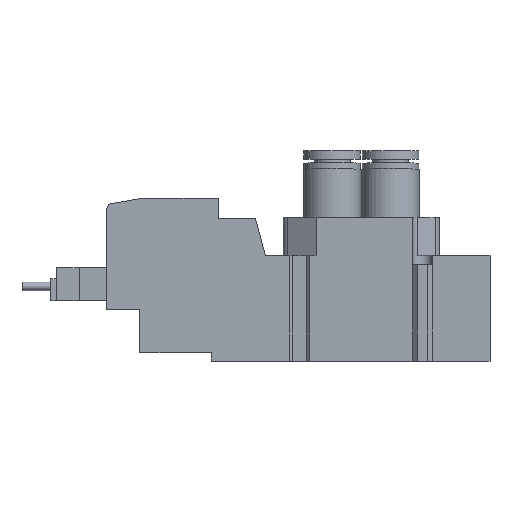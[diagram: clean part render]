
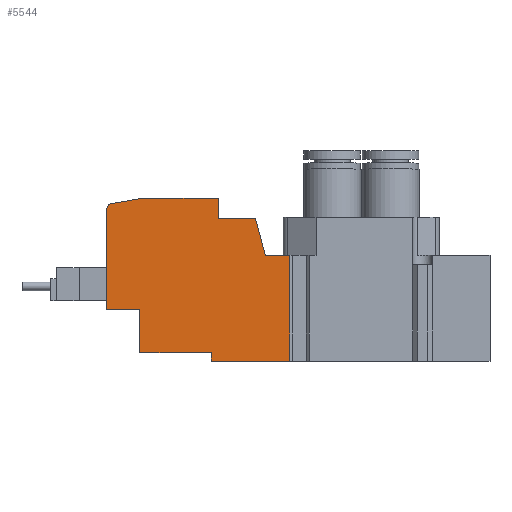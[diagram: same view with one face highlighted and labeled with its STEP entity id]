
A CAD part, top view. The second image highlights one B-rep face of the part: STEP entity #5544.
In plain terms, the highlighted planar face has unit normal (0, 0, 1).
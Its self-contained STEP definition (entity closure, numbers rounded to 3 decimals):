
#119=CIRCLE('',#5815,1.);
#384=ORIENTED_EDGE('',*,*,#1448,.F.);
#385=ORIENTED_EDGE('',*,*,#1465,.T.);
#386=ORIENTED_EDGE('',*,*,#1466,.T.);
#387=ORIENTED_EDGE('',*,*,#1467,.T.);
#388=ORIENTED_EDGE('',*,*,#1468,.T.);
#389=ORIENTED_EDGE('',*,*,#1469,.T.);
#390=ORIENTED_EDGE('',*,*,#1470,.T.);
#391=ORIENTED_EDGE('',*,*,#1471,.T.);
#392=ORIENTED_EDGE('',*,*,#1472,.T.);
#393=ORIENTED_EDGE('',*,*,#1452,.T.);
#394=ORIENTED_EDGE('',*,*,#1329,.T.);
#395=ORIENTED_EDGE('',*,*,#1473,.F.);
#396=ORIENTED_EDGE('',*,*,#1402,.F.);
#397=ORIENTED_EDGE('',*,*,#1474,.F.);
#1329=EDGE_CURVE('',#1880,#1879,#2262,.T.);
#1402=EDGE_CURVE('',#1950,#1951,#2315,.T.);
#1448=EDGE_CURVE('',#1990,#1991,#2353,.T.);
#1452=EDGE_CURVE('',#1993,#1880,#2357,.T.);
#1465=EDGE_CURVE('',#1990,#2001,#2369,.T.);
#1466=EDGE_CURVE('',#2001,#2002,#2370,.T.);
#1467=EDGE_CURVE('',#2002,#2003,#2371,.T.);
#1468=EDGE_CURVE('',#2003,#2004,#119,.T.);
#1469=EDGE_CURVE('',#2004,#2005,#2372,.T.);
#1470=EDGE_CURVE('',#2005,#2006,#2373,.T.);
#1471=EDGE_CURVE('',#2006,#2007,#2374,.T.);
#1472=EDGE_CURVE('',#2007,#1993,#2375,.T.);
#1473=EDGE_CURVE('',#1951,#1879,#2376,.T.);
#1474=EDGE_CURVE('',#1991,#1950,#2377,.T.);
#1879=VERTEX_POINT('',#7306);
#1880=VERTEX_POINT('',#7308);
#1950=VERTEX_POINT('',#7453);
#1951=VERTEX_POINT('',#7455);
#1990=VERTEX_POINT('',#7548);
#1991=VERTEX_POINT('',#7550);
#1993=VERTEX_POINT('',#7555);
#2001=VERTEX_POINT('',#7581);
#2002=VERTEX_POINT('',#7583);
#2003=VERTEX_POINT('',#7585);
#2004=VERTEX_POINT('',#7587);
#2005=VERTEX_POINT('',#7589);
#2006=VERTEX_POINT('',#7591);
#2007=VERTEX_POINT('',#7593);
#2262=LINE('',#7307,#2702);
#2315=LINE('',#7454,#2755);
#2353=LINE('',#7549,#2793);
#2357=LINE('',#7557,#2797);
#2369=LINE('',#7580,#2809);
#2370=LINE('',#7582,#2810);
#2371=LINE('',#7584,#2811);
#2372=LINE('',#7588,#2812);
#2373=LINE('',#7590,#2813);
#2374=LINE('',#7592,#2814);
#2375=LINE('',#7594,#2815);
#2376=LINE('',#7595,#2816);
#2377=LINE('',#7596,#2817);
#2702=VECTOR('',#6147,1000.);
#2755=VECTOR('',#6246,1000.);
#2793=VECTOR('',#6318,1000.);
#2797=VECTOR('',#6324,1000.);
#2809=VECTOR('',#6344,1000.);
#2810=VECTOR('',#6345,1000.);
#2811=VECTOR('',#6346,1000.);
#2812=VECTOR('',#6349,1000.);
#2813=VECTOR('',#6350,1000.);
#2814=VECTOR('',#6351,1000.);
#2815=VECTOR('',#6352,1000.);
#2816=VECTOR('',#6353,1000.);
#2817=VECTOR('',#6354,1000.);
#3144=EDGE_LOOP('',(#384,#385,#386,#387,#388,#389,#390,#391,#392,#393,#394,
#395,#396,#397));
#3442=FACE_BOUND('',#3144,.T.);
#3730=PLANE('',#5814);
#5544=ADVANCED_FACE('',(#3442),#3730,.F.);
#5814=AXIS2_PLACEMENT_3D('',#7579,#6342,#6343);
#5815=AXIS2_PLACEMENT_3D('',#7586,#6347,#6348);
#6147=DIRECTION('',(1.,0.,0.));
#6246=DIRECTION('',(1.,0.,0.));
#6318=DIRECTION('',(1.,0.,0.));
#6324=DIRECTION('',(0.,-1.,0.));
#6342=DIRECTION('',(0.,0.,-1.));
#6343=DIRECTION('',(-1.,0.,0.));
#6344=DIRECTION('',(0.,1.,0.));
#6345=DIRECTION('',(-1.,0.,0.));
#6346=DIRECTION('',(-0.985,-0.174,0.));
#6347=DIRECTION('',(0.,0.,1.));
#6348=DIRECTION('',(1.,0.,0.));
#6349=DIRECTION('',(0.,-1.,0.));
#6350=DIRECTION('',(1.,0.,0.));
#6351=DIRECTION('',(0.,-1.,0.));
#6352=DIRECTION('',(1.,0.,0.));
#6353=DIRECTION('',(0.,-1.,0.));
#6354=DIRECTION('',(0.259,-0.966,0.));
#7306=CARTESIAN_POINT('',(-12.5,0.,5.));
#7307=CARTESIAN_POINT('',(-26.2,0.,5.));
#7308=CARTESIAN_POINT('',(-26.2,0.,5.));
#7453=CARTESIAN_POINT('',(-16.758,18.5,5.));
#7454=CARTESIAN_POINT('',(-26.2,18.5,5.));
#7455=CARTESIAN_POINT('',(-12.5,18.5,5.));
#7548=CARTESIAN_POINT('',(-25.,25.,5.));
#7549=CARTESIAN_POINT('',(-26.2,25.,5.));
#7550=CARTESIAN_POINT('',(-18.5,25.,5.));
#7555=CARTESIAN_POINT('',(-26.2,1.5,5.));
#7557=CARTESIAN_POINT('',(-26.2,25.,5.));
#7579=CARTESIAN_POINT('',(-26.2,25.,5.));
#7580=CARTESIAN_POINT('',(-25.,1.5,5.));
#7581=CARTESIAN_POINT('',(-25.,28.5,5.));
#7582=CARTESIAN_POINT('',(-25.,28.5,5.));
#7583=CARTESIAN_POINT('',(-38.2,28.5,5.));
#7584=CARTESIAN_POINT('',(-38.2,28.5,5.));
#7585=CARTESIAN_POINT('',(-43.674,27.535,5.));
#7586=CARTESIAN_POINT('',(-43.5,26.55,5.));
#7587=CARTESIAN_POINT('',(-44.5,26.55,5.));
#7588=CARTESIAN_POINT('',(-44.5,26.55,5.));
#7589=CARTESIAN_POINT('',(-44.5,9.,5.));
#7590=CARTESIAN_POINT('',(-44.5,9.,5.));
#7591=CARTESIAN_POINT('',(-38.7,9.,5.));
#7592=CARTESIAN_POINT('',(-38.7,9.,5.));
#7593=CARTESIAN_POINT('',(-38.7,1.5,5.));
#7594=CARTESIAN_POINT('',(-38.7,1.5,5.));
#7595=CARTESIAN_POINT('',(-12.5,25.,5.));
#7596=CARTESIAN_POINT('',(-19.016,26.925,5.));
